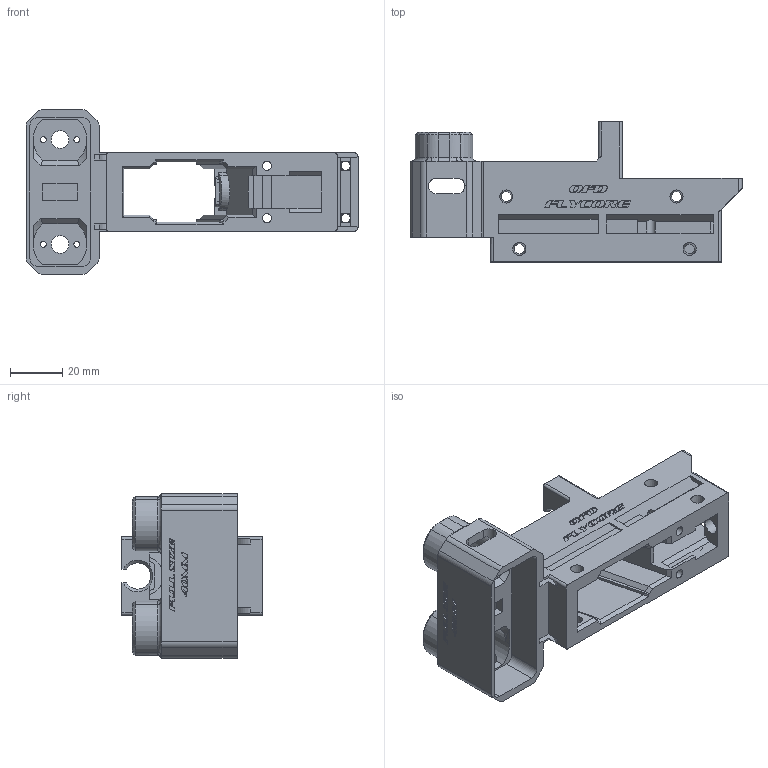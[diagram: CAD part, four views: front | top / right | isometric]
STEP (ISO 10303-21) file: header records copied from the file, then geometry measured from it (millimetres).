
FILE_DESCRIPTION(/* description */ ('STEP AP242','CAx-IF Rec.Pracs.---Representation and Presentation of Product Manufacturing Information (PMI)---4.0---2014-10-13','CAx-IF Rec.Pracs.---3D Tessellated Geometry---0.4---2014-09-14','2;1'),/* implementation_level */ '2;1');
FILE_NAME(/* name */ '67d05086e645133d8f1a971e',/* time_stamp */ '2025-03-11T15:02:32Z',/* author */ (''),/* organization */ (''),/* preprocessor_version */ 'ST-DEVELOPER v20',/* originating_system */ 'ONSHAPE BY PTC INC, 1.194',/* authorisation */ ' ');
FILE_SCHEMA (('AP242_MANAGED_MODEL_BASED_3D_ENGINEERING_MIM_LF { 1 0 10303 442 1 1 4 }'));
Length unit declared in the file: metre
Products named in the file (1): 40mm Full MSB
Bounding box: 126.75 x 53.5 x 62.7 mm (x, y, z)
Volume: 64460.4 mm3; surface area: 38565.6 mm2
Topology: 1 solids, 1 shells, 1129 faces, 3261 edges, 2155 vertices
Faces by surface type: plane 729, bspline 210, cylinder 133, cone 45, torus 12
Full cylindrical faces by diameter (mm): 2.2 x4, 2.6 x2, 3.5 x6, 6 x1, 6.75 x2
Entity records: 42914 total; most frequent: CARTESIAN_POINT 14748, ORIENTED_EDGE 6436, DIRECTION 4841, EDGE_CURVE 3218, LINE 2255, VECTOR 2255, VERTEX_POINT 2141, AXIS2_PLACEMENT_3D 1293
